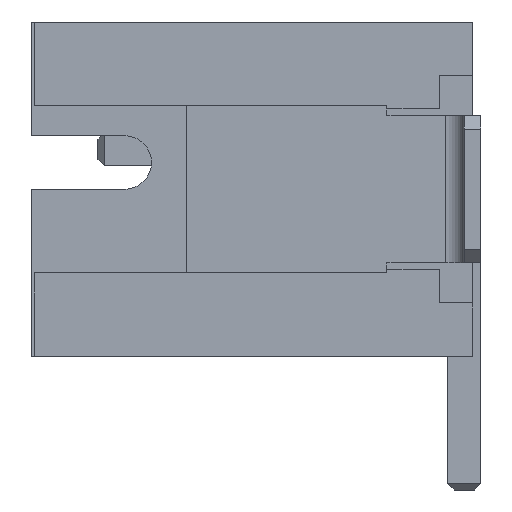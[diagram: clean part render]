
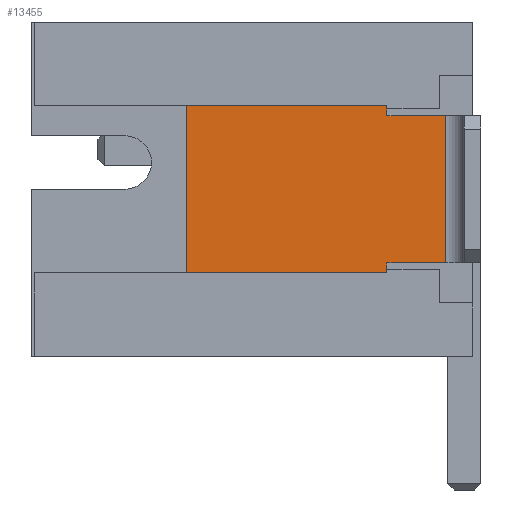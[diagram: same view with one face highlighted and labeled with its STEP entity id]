
A CAD part, left-side view. The second image highlights one B-rep face of the part: STEP entity #13455.
In plain terms, the highlighted planar face has unit normal (-1, 0, 0).
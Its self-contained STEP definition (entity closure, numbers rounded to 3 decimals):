
#780 = DIRECTION ( 'NONE',  ( 0., 0., 1. ) ) ;
#860 = DIRECTION ( 'NONE',  ( 1., 0., 0. ) ) ;
#1221 = EDGE_CURVE ( 'NONE', #22375, #18588, #22991, .T. ) ;
#1387 = EDGE_CURVE ( 'NONE', #25182, #14873, #26414, .T. ) ;
#1446 = DIRECTION ( 'NONE',  ( 0., 0., 1. ) ) ;
#1883 = VECTOR ( 'NONE', #13707, 1000. ) ;
#2106 = CARTESIAN_POINT ( 'NONE',  ( 0.275, 1.405, -1.25 ) ) ;
#2640 = ORIENTED_EDGE ( 'NONE', *, *, #10809, .F. ) ;
#2739 = CARTESIAN_POINT ( 'NONE',  ( 0.275, 1.405, -1.25 ) ) ;
#3017 = DIRECTION ( 'NONE',  ( 0., 0., -1. ) ) ;
#3488 = LINE ( 'NONE', #6375, #26685 ) ;
#3568 = VERTEX_POINT ( 'NONE', #7503 ) ;
#4438 = DIRECTION ( 'NONE',  ( 0., -1., 0. ) ) ;
#5177 = EDGE_CURVE ( 'NONE', #3568, #17036, #11713, .T. ) ;
#5486 = VECTOR ( 'NONE', #780, 1000. ) ;
#6330 = LINE ( 'NONE', #17467, #8604 ) ;
#6335 = VERTEX_POINT ( 'NONE', #17875 ) ;
#6375 = CARTESIAN_POINT ( 'NONE',  ( 0.275, 1.405, 1.1 ) ) ;
#6723 = ORIENTED_EDGE ( 'NONE', *, *, #7778, .T. ) ;
#7259 = CARTESIAN_POINT ( 'NONE',  ( 0.275, 1.405, 1.1 ) ) ;
#7503 = CARTESIAN_POINT ( 'NONE',  ( 0.275, 4.405, 1.25 ) ) ;
#7778 = EDGE_CURVE ( 'NONE', #12782, #6335, #29441, .T. ) ;
#8604 = VECTOR ( 'NONE', #10601, 1000. ) ;
#8691 = LINE ( 'NONE', #21519, #5486 ) ;
#8755 = ORIENTED_EDGE ( 'NONE', *, *, #5177, .T. ) ;
#9579 = LINE ( 'NONE', #18845, #1883 ) ;
#9677 = CARTESIAN_POINT ( 'NONE',  ( 0.275, 4.405, -1.25 ) ) ;
#9906 = VECTOR ( 'NONE', #11432, 1000. ) ;
#10325 = CARTESIAN_POINT ( 'NONE',  ( 0.275, 0.525, -1.1 ) ) ;
#10333 = VECTOR ( 'NONE', #15353, 1000. ) ;
#10601 = DIRECTION ( 'NONE',  ( 0., 1., 0. ) ) ;
#10809 = EDGE_CURVE ( 'NONE', #12782, #25182, #3488, .T. ) ;
#11323 = VECTOR ( 'NONE', #4438, 1000. ) ;
#11432 = DIRECTION ( 'NONE',  ( 0., 0., 1. ) ) ;
#11713 = LINE ( 'NONE', #18998, #17266 ) ;
#11723 = EDGE_CURVE ( 'NONE', #18588, #14873, #9579, .T. ) ;
#12607 = CARTESIAN_POINT ( 'NONE',  ( 0.275, 1.405, -1.25 ) ) ;
#12782 = VERTEX_POINT ( 'NONE', #7259 ) ;
#13362 = EDGE_CURVE ( 'NONE', #6335, #23651, #8691, .T. ) ;
#13455 = ADVANCED_FACE ( 'NONE', ( #13730 ), #24967, .F. ) ;
#13602 = CARTESIAN_POINT ( 'NONE',  ( 0.275, 0.525, 1.1 ) ) ;
#13707 = DIRECTION ( 'NONE',  ( 0., -1., 0. ) ) ;
#13730 = FACE_OUTER_BOUND ( 'NONE', #15263, .T. ) ;
#13836 = VECTOR ( 'NONE', #24168, 1000. ) ;
#14299 = DIRECTION ( 'NONE',  ( 0., 0., -1. ) ) ;
#14873 = VERTEX_POINT ( 'NONE', #16832 ) ;
#14939 = ORIENTED_EDGE ( 'NONE', *, *, #24522, .T. ) ;
#15263 = EDGE_LOOP ( 'NONE', ( #14939, #29154, #29529, #23392, #20204, #2640, #6723, #28758, #19405, #8755 ) ) ;
#15353 = DIRECTION ( 'NONE',  ( 0., 0., 1. ) ) ;
#16640 = LINE ( 'NONE', #2739, #11323 ) ;
#16832 = CARTESIAN_POINT ( 'NONE',  ( 0.275, 0.525, -1.1 ) ) ;
#17036 = VERTEX_POINT ( 'NONE', #9677 ) ;
#17266 = VECTOR ( 'NONE', #14299, 1000. ) ;
#17467 = CARTESIAN_POINT ( 'NONE',  ( 0.275, 1.405, 1.25 ) ) ;
#17638 = LINE ( 'NONE', #12607, #27235 ) ;
#17737 = EDGE_CURVE ( 'NONE', #23651, #3568, #6330, .T. ) ;
#17875 = CARTESIAN_POINT ( 'NONE',  ( 0.275, 1.405, 1.2 ) ) ;
#18108 = CARTESIAN_POINT ( 'NONE',  ( 0.275, 1.405, -1.25 ) ) ;
#18588 = VERTEX_POINT ( 'NONE', #29963 ) ;
#18845 = CARTESIAN_POINT ( 'NONE',  ( 0.275, 1.405, -1.1 ) ) ;
#18998 = CARTESIAN_POINT ( 'NONE',  ( 0.275, 4.405, -1.25 ) ) ;
#19405 = ORIENTED_EDGE ( 'NONE', *, *, #17737, .T. ) ;
#20204 = ORIENTED_EDGE ( 'NONE', *, *, #1387, .F. ) ;
#21519 = CARTESIAN_POINT ( 'NONE',  ( 0.275, 1.405, -1.25 ) ) ;
#21650 = CARTESIAN_POINT ( 'NONE',  ( 0.275, 1.405, -1.2 ) ) ;
#22375 = VERTEX_POINT ( 'NONE', #21650 ) ;
#22991 = LINE ( 'NONE', #2106, #9906 ) ;
#23392 = ORIENTED_EDGE ( 'NONE', *, *, #11723, .T. ) ;
#23608 = CARTESIAN_POINT ( 'NONE',  ( 0.275, 0.125, -2.5 ) ) ;
#23651 = VERTEX_POINT ( 'NONE', #24238 ) ;
#24168 = DIRECTION ( 'NONE',  ( 0., 0., -1. ) ) ;
#24238 = CARTESIAN_POINT ( 'NONE',  ( 0.275, 1.405, 1.25 ) ) ;
#24522 = EDGE_CURVE ( 'NONE', #17036, #29800, #16640, .T. ) ;
#24967 = PLANE ( 'NONE',  #25652 ) ;
#25182 = VERTEX_POINT ( 'NONE', #13602 ) ;
#25652 = AXIS2_PLACEMENT_3D ( 'NONE', #23608, #860, #3017 ) ;
#26414 = LINE ( 'NONE', #10325, #13836 ) ;
#26685 = VECTOR ( 'NONE', #26889, 1000. ) ;
#26889 = DIRECTION ( 'NONE',  ( 0., -1., 0. ) ) ;
#27235 = VECTOR ( 'NONE', #1446, 1000. ) ;
#28399 = EDGE_CURVE ( 'NONE', #29800, #22375, #17638, .T. ) ;
#28758 = ORIENTED_EDGE ( 'NONE', *, *, #13362, .T. ) ;
#28760 = CARTESIAN_POINT ( 'NONE',  ( 0.275, 1.405, -1.25 ) ) ;
#29154 = ORIENTED_EDGE ( 'NONE', *, *, #28399, .T. ) ;
#29441 = LINE ( 'NONE', #18108, #10333 ) ;
#29529 = ORIENTED_EDGE ( 'NONE', *, *, #1221, .T. ) ;
#29800 = VERTEX_POINT ( 'NONE', #28760 ) ;
#29963 = CARTESIAN_POINT ( 'NONE',  ( 0.275, 1.405, -1.1 ) ) ;
